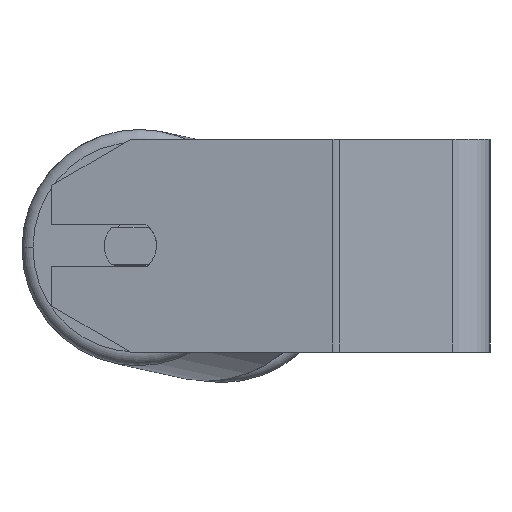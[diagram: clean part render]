
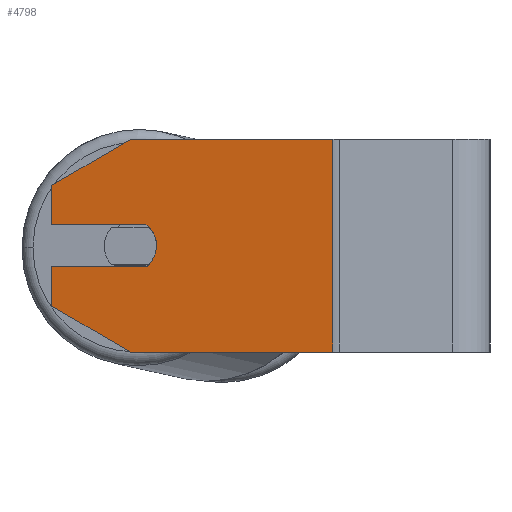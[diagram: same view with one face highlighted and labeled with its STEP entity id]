
A CAD part, left-side view. The second image highlights one B-rep face of the part: STEP entity #4798.
In plain terms, the highlighted planar face has unit normal (-0.985, 0.174, 0).
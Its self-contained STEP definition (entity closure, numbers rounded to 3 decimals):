
#1 = CARTESIAN_POINT ( 'NONE',  ( -287.38, 129.466, 8. ) ) ;
#4 = CARTESIAN_POINT ( 'NONE',  ( -286.338, 135.375, 0. ) ) ;
#150 = DIRECTION ( 'NONE',  ( 0.985, -0.174, 0. ) ) ;
#189 = EDGE_CURVE ( 'NONE', #504, #491, #4246, .T. ) ;
#250 = VERTEX_POINT ( 'NONE', #7857 ) ;
#321 = LINE ( 'NONE', #5404, #8301 ) ;
#328 = VECTOR ( 'NONE', #5776, 1000. ) ;
#388 = AXIS2_PLACEMENT_3D ( 'NONE', #4, #5536, #696 ) ;
#491 = VERTEX_POINT ( 'NONE', #1475 ) ;
#504 = VERTEX_POINT ( 'NONE', #1139 ) ;
#552 = EDGE_CURVE ( 'NONE', #3853, #5630, #8313, .T. ) ;
#635 = VECTOR ( 'NONE', #674, 1000. ) ;
#674 = DIRECTION ( 'NONE',  ( -0.174, -0.985, 0. ) ) ;
#696 = DIRECTION ( 'NONE',  ( -0.174, -0.985, 0. ) ) ;
#888 = CARTESIAN_POINT ( 'NONE',  ( -286.338, 135.375, 40. ) ) ;
#987 = LINE ( 'NONE', #1027, #6130 ) ;
#1014 = CARTESIAN_POINT ( 'NONE',  ( -299.787, 59.102, -40. ) ) ;
#1027 = CARTESIAN_POINT ( 'NONE',  ( -287.38, 129.466, 8. ) ) ;
#1028 = EDGE_CURVE ( 'NONE', #491, #3539, #1921, .T. ) ;
#1139 = CARTESIAN_POINT ( 'NONE',  ( -281.129, 164.919, -22.679 ) ) ;
#1318 = DIRECTION ( 'NONE',  ( 0.15, 0.853, -0.5 ) ) ;
#1475 = CARTESIAN_POINT ( 'NONE',  ( -286.338, 135.375, -40. ) ) ;
#1921 = LINE ( 'NONE', #7070, #635 ) ;
#2080 = LINE ( 'NONE', #7749, #7908 ) ;
#2207 = CARTESIAN_POINT ( 'NONE',  ( -286.338, 135.375, 0. ) ) ;
#2217 = CARTESIAN_POINT ( 'NONE',  ( -287.38, 129.466, -8. ) ) ;
#2353 = VECTOR ( 'NONE', #7547, 1000. ) ;
#2382 = LINE ( 'NONE', #8053, #4162 ) ;
#2549 = AXIS2_PLACEMENT_3D ( 'NONE', #4770, #150, #5285 ) ;
#2841 = DIRECTION ( 'NONE',  ( 0., 0., -1. ) ) ;
#2864 = DIRECTION ( 'NONE',  ( -0.985, 0.174, 0. ) ) ;
#2894 = VERTEX_POINT ( 'NONE', #8105 ) ;
#3046 = CARTESIAN_POINT ( 'NONE',  ( -281.129, 164.919, 8. ) ) ;
#3156 = ORIENTED_EDGE ( 'NONE', *, *, #7363, .F. ) ;
#3227 = ORIENTED_EDGE ( 'NONE', *, *, #7251, .T. ) ;
#3238 = DIRECTION ( 'NONE',  ( -0.174, -0.985, 0. ) ) ;
#3296 = CARTESIAN_POINT ( 'NONE',  ( -281.129, 164.919, 22.679 ) ) ;
#3413 = CARTESIAN_POINT ( 'NONE',  ( -281.129, 164.919, -8. ) ) ;
#3421 = VERTEX_POINT ( 'NONE', #3413 ) ;
#3539 = VERTEX_POINT ( 'NONE', #1014 ) ;
#3552 = VECTOR ( 'NONE', #1318, 1000. ) ;
#3602 = ORIENTED_EDGE ( 'NONE', *, *, #4067, .F. ) ;
#3650 = CARTESIAN_POINT ( 'NONE',  ( -299.787, 59.102, 40. ) ) ;
#3742 = ORIENTED_EDGE ( 'NONE', *, *, #6688, .T. ) ;
#3764 = VERTEX_POINT ( 'NONE', #2217 ) ;
#3853 = VERTEX_POINT ( 'NONE', #888 ) ;
#4067 = EDGE_CURVE ( 'NONE', #3764, #250, #5667, .T. ) ;
#4162 = VECTOR ( 'NONE', #6173, 1000. ) ;
#4241 = EDGE_CURVE ( 'NONE', #250, #7043, #5513, .T. ) ;
#4246 = LINE ( 'NONE', #4555, #328 ) ;
#4347 = CARTESIAN_POINT ( 'NONE',  ( -281.129, 164.919, 40. ) ) ;
#4555 = CARTESIAN_POINT ( 'NONE',  ( -286.338, 135.375, -40. ) ) ;
#4770 = CARTESIAN_POINT ( 'NONE',  ( -281.129, 164.919, 40. ) ) ;
#4798 = ADVANCED_FACE ( 'NONE', ( #7975 ), #6001, .F. ) ;
#4892 = EDGE_CURVE ( 'NONE', #5630, #3539, #2382, .T. ) ;
#5006 = CARTESIAN_POINT ( 'NONE',  ( -281.129, 164.919, 40. ) ) ;
#5285 = DIRECTION ( 'NONE',  ( 0.174, 0.985, 0. ) ) ;
#5333 = DIRECTION ( 'NONE',  ( -0.174, -0.985, 0. ) ) ;
#5404 = CARTESIAN_POINT ( 'NONE',  ( -281.129, 164.919, 40. ) ) ;
#5513 = CIRCLE ( 'NONE', #7993, 10. ) ;
#5530 = EDGE_LOOP ( 'NONE', ( #3602, #3156, #3742, #8228, #6652, #7992, #8241, #5663, #3227, #5594, #5666 ) ) ;
#5536 = DIRECTION ( 'NONE',  ( -0.985, 0.174, 0. ) ) ;
#5594 = ORIENTED_EDGE ( 'NONE', *, *, #7455, .F. ) ;
#5630 = VERTEX_POINT ( 'NONE', #3650 ) ;
#5663 = ORIENTED_EDGE ( 'NONE', *, *, #7719, .T. ) ;
#5666 = ORIENTED_EDGE ( 'NONE', *, *, #4241, .F. ) ;
#5667 = CIRCLE ( 'NONE', #388, 10. ) ;
#5729 = DIRECTION ( 'NONE',  ( 0., 0., -1. ) ) ;
#5776 = DIRECTION ( 'NONE',  ( -0.15, -0.853, -0.5 ) ) ;
#5889 = LINE ( 'NONE', #3296, #3552 ) ;
#6001 = PLANE ( 'NONE',  #2549 ) ;
#6130 = VECTOR ( 'NONE', #7430, 1000. ) ;
#6173 = DIRECTION ( 'NONE',  ( 0., 0., -1. ) ) ;
#6283 = LINE ( 'NONE', #5006, #6938 ) ;
#6652 = ORIENTED_EDGE ( 'NONE', *, *, #1028, .T. ) ;
#6688 = EDGE_CURVE ( 'NONE', #3421, #504, #321, .T. ) ;
#6938 = VECTOR ( 'NONE', #5729, 1000. ) ;
#7043 = VERTEX_POINT ( 'NONE', #1 ) ;
#7070 = CARTESIAN_POINT ( 'NONE',  ( -281.129, 164.919, -40. ) ) ;
#7219 = VERTEX_POINT ( 'NONE', #3046 ) ;
#7251 = EDGE_CURVE ( 'NONE', #2894, #7219, #6283, .T. ) ;
#7363 = EDGE_CURVE ( 'NONE', #3421, #3764, #2080, .T. ) ;
#7430 = DIRECTION ( 'NONE',  ( 0.174, 0.985, 0. ) ) ;
#7455 = EDGE_CURVE ( 'NONE', #7043, #7219, #987, .T. ) ;
#7547 = DIRECTION ( 'NONE',  ( -0.174, -0.985, 0. ) ) ;
#7719 = EDGE_CURVE ( 'NONE', #3853, #2894, #5889, .T. ) ;
#7749 = CARTESIAN_POINT ( 'NONE',  ( -287.38, 129.466, -8. ) ) ;
#7857 = CARTESIAN_POINT ( 'NONE',  ( -288.075, 125.527, 0. ) ) ;
#7908 = VECTOR ( 'NONE', #5333, 1000. ) ;
#7975 = FACE_OUTER_BOUND ( 'NONE', #5530, .T. ) ;
#7992 = ORIENTED_EDGE ( 'NONE', *, *, #4892, .F. ) ;
#7993 = AXIS2_PLACEMENT_3D ( 'NONE', #2207, #2864, #3238 ) ;
#8053 = CARTESIAN_POINT ( 'NONE',  ( -299.787, 59.102, 40. ) ) ;
#8105 = CARTESIAN_POINT ( 'NONE',  ( -281.129, 164.919, 22.679 ) ) ;
#8228 = ORIENTED_EDGE ( 'NONE', *, *, #189, .T. ) ;
#8241 = ORIENTED_EDGE ( 'NONE', *, *, #552, .F. ) ;
#8301 = VECTOR ( 'NONE', #2841, 1000. ) ;
#8313 = LINE ( 'NONE', #4347, #2353 ) ;
